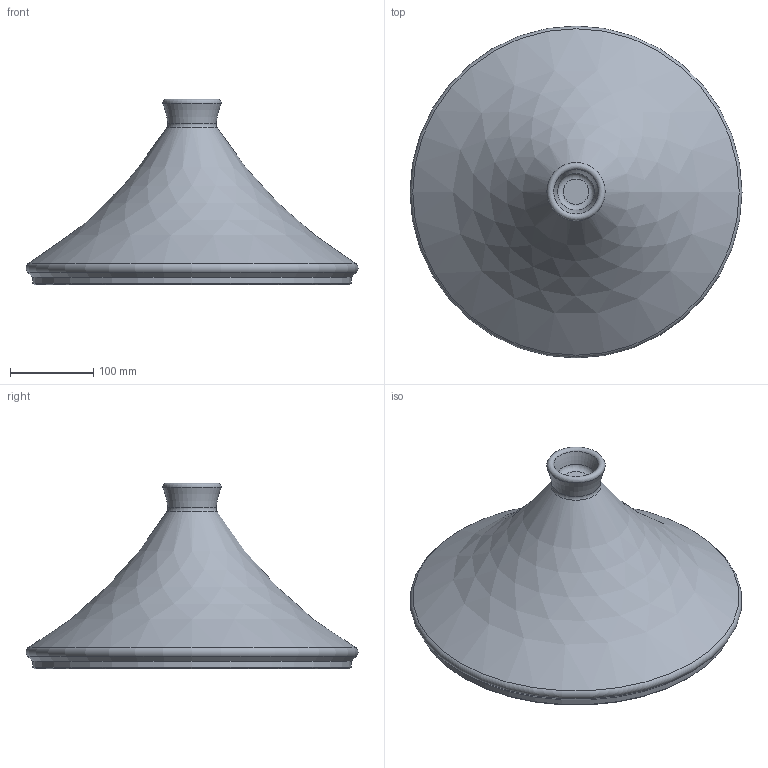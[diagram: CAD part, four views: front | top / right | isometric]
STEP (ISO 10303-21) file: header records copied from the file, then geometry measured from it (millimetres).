
FILE_DESCRIPTION(('FreeCAD Model'),'2;1');
FILE_NAME('Open CASCADE Shape Model','2025-01-18T11:03:24',('Author'),( ''),'Open CASCADE STEP processor 7.8','FreeCAD','Unknown');
FILE_SCHEMA(('AUTOMOTIVE_DESIGN { 1 0 10303 214 1 1 1 1 }'));
Length unit declared in the file: millimetre
Products named in the file (1): lid
Bounding box: 399.99 x 399.99 x 223.89 mm (x, y, z)
Volume: 1988124.2 mm3; surface area: 379568.6 mm2
Topology: 1 solids, 1 shells, 17 faces, 30 edges, 16 vertices
Faces by surface type: torus 7, plane 3, cone 3, cylinder 2, revolution 2
Full cylindrical faces by diameter (mm): 369.899 x1, 383.899 x1
Entity records: 443 total; most frequent: DIRECTION 93, CARTESIAN_POINT 66, ORIENTED_EDGE 60, AXIS2_PLACEMENT_3D 43, EDGE_CURVE 30, CIRCLE 27, FACE_BOUND 18, EDGE_LOOP 18
